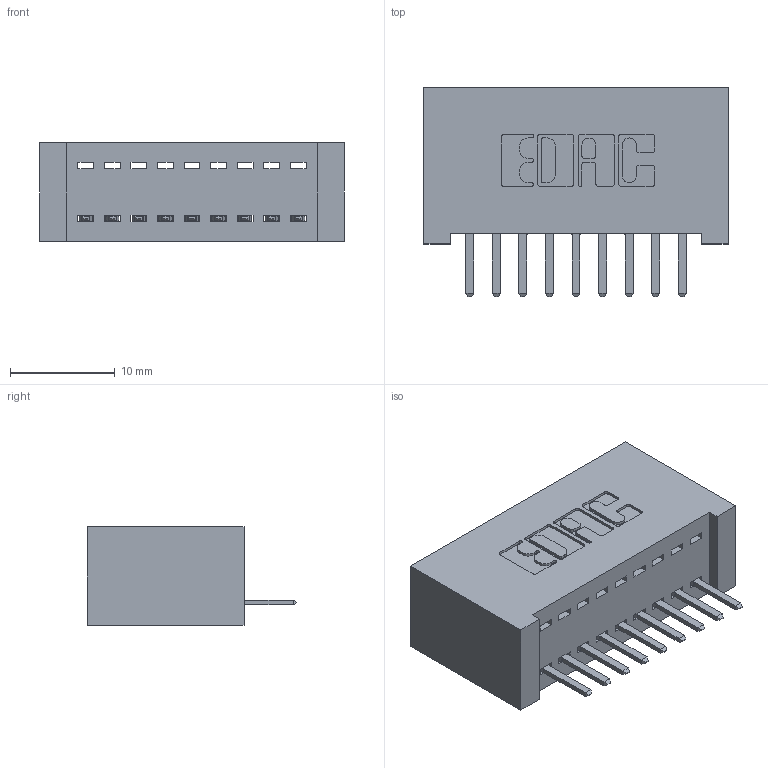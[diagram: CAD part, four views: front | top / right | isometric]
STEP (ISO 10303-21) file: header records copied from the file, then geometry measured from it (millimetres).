
FILE_DESCRIPTION (( 'STEP AP203' ), '1' );
FILE_NAME ('342-009-520-101.STEP', '2018-08-10T12:39:44', ( '' ), ( '' ), 'SwSTEP 2.0', 'SolidWorks 2016', '' );
FILE_SCHEMA (( 'CONFIG_CONTROL_DESIGN' ));
Length unit declared in the file: inch
Products named in the file (3): 342 Part_Lugless; 345-292-001_345-293-120; 342-009-520-101
Assembly tree (10 placements, depth 2):
  342-009-520-101
    342 Part_Lugless
    345-292-001_345-293-120  x9
Bounding box: 29.11 x 20.02 x 9.4 mm (x, y, z)
Volume: 2813.8 mm3; surface area: 3756.2 mm2
Topology: 10 solids, 10 shells, 660 faces, 1931 edges, 1262 vertices
Faces by surface type: plane 458, cylinder 202
Entity records: 9475 total; most frequent: CARTESIAN_POINT 1657, ORIENTED_EDGE 1590, DIRECTION 1445, EDGE_CURVE 795, VECTOR 671, LINE 671, VERTEX_POINT 526, AXIS2_PLACEMENT_3D 387
